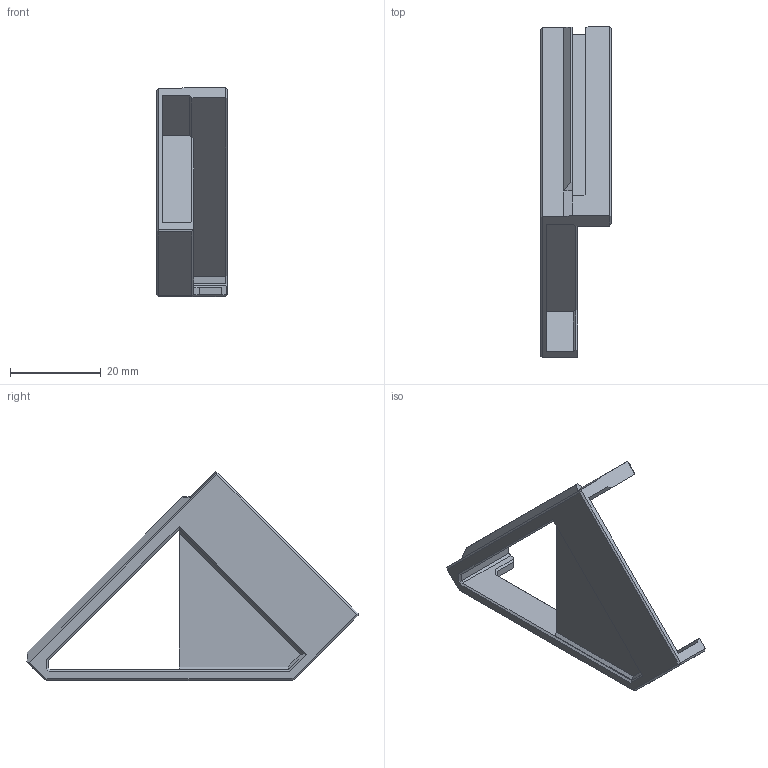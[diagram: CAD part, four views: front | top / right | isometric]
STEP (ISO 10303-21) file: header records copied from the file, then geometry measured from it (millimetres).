
FILE_DESCRIPTION(('FreeCAD Model'),'2;1');
FILE_NAME('Open CASCADE Shape Model','2023-02-02T18:03:26',(''),(''), 'Open CASCADE STEP processor 7.6','FreeCAD','Unknown');
FILE_SCHEMA(('AUTOMOTIVE_DESIGN { 1 0 10303 214 1 1 1 1 }'));
Length unit declared in the file: millimetre
Products named in the file (1): brush_holder__+mesh
Bounding box: 15.6 x 73.2 x 46.18 mm (x, y, z)
Volume: 6116.9 mm3; surface area: 6767.3 mm2
Topology: 1 solids, 1 shells, 95 faces, 236 edges, 142 vertices
Faces by surface type: plane 95
Entity records: 2730 total; most frequent: CARTESIAN_POINT 474, ORIENTED_EDGE 472, DIRECTION 428, EDGE_CURVE 236, LINE 236, VECTOR 236, VERTEX_POINT 142, AXIS2_PLACEMENT_3D 96
